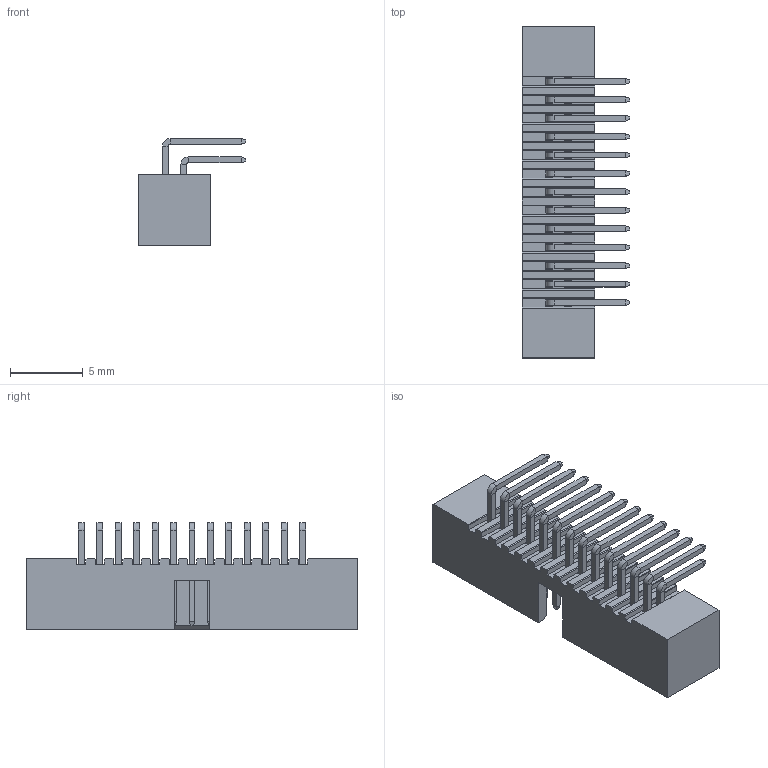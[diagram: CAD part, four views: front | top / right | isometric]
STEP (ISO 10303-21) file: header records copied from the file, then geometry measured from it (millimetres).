
FILE_DESCRIPTION((''),'2;1');
FILE_NAME('2195R-26_ASM','2020-12-10T09:24:51',('Jamie'),(''),'CREO PARAMETRIC BY PTC INC, 2018050','CREO PARAMETRIC BY PTC INC, 2018050','');
FILE_SCHEMA(('CONFIG_CONTROL_DESIGN'));
Length unit declared in the file: millimetre
Products named in the file (4): 801-2195R-26; 802-2195R-XXG-L; 802-2195R-XXG; 2195R-26_ASM
Assembly tree (27 placements, depth 2):
  2195R-26_ASM
    801-2195R-26
    802-2195R-XXG-L  x13
    802-2195R-XXG  x13
Bounding box: 7.4 x 22.86 x 7.37 mm (x, y, z)
Volume: 329.3 mm3; surface area: 1185.4 mm2
Topology: 27 solids, 27 shells, 877 faces, 1945 edges, 1122 vertices
Faces by surface type: plane 825, cylinder 52
Entity records: 10535 total; most frequent: CARTESIAN_POINT 1815, ORIENTED_EDGE 1778, DIRECTION 1657, EDGE_CURVE 889, VECTOR 881, LINE 881, VERTEX_POINT 546, EDGE_LOOP 401
